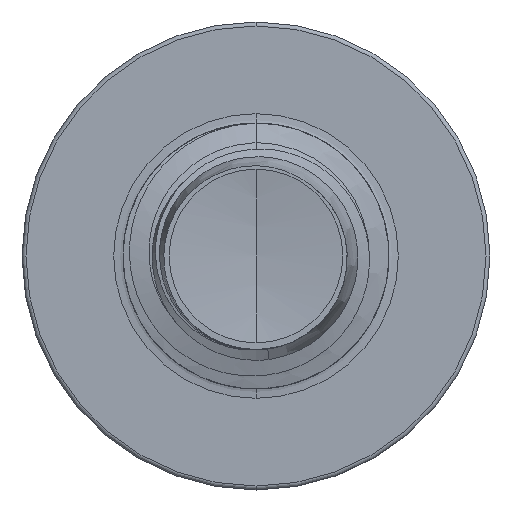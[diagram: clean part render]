
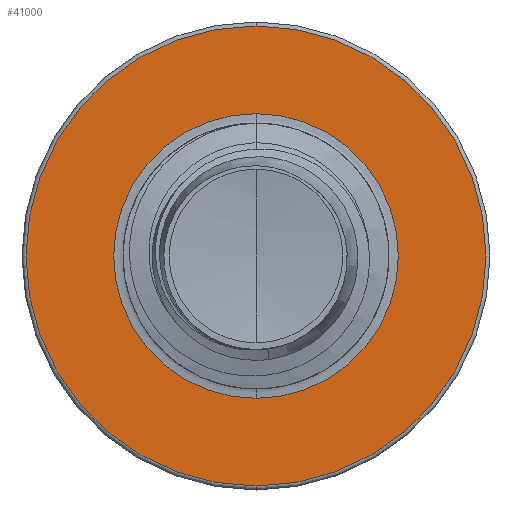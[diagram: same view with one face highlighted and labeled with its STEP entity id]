
A CAD part, front view. The second image highlights one B-rep face of the part: STEP entity #41000.
In plain terms, the highlighted planar face has unit normal (0, -1, 0).
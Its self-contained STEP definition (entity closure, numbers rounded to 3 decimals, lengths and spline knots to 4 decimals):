
#2221 = PLANE ( 'NONE',  #15377 ) ;
#3841 = CARTESIAN_POINT ( 'NONE',  ( 0., 30., 0. ) ) ;
#5709 = CARTESIAN_POINT ( 'NONE',  ( 0., 30., 2.6768 ) ) ;
#6254 = CARTESIAN_POINT ( 'NONE',  ( 0., 30., 0. ) ) ;
#7978 = AXIS2_PLACEMENT_3D ( 'NONE', #3841, #37480, #8777 ) ;
#8777 = DIRECTION ( 'NONE',  ( 0., 0., 1. ) ) ;
#9231 = CIRCLE ( 'NONE', #44947, 2.6768 ) ;
#10291 = CARTESIAN_POINT ( 'NONE',  ( 0., 30., -4.325 ) ) ;
#10547 = AXIS2_PLACEMENT_3D ( 'NONE', #52803, #24500, #57561 ) ;
#11205 = DIRECTION ( 'NONE',  ( 0., 0., 1. ) ) ;
#11825 = CARTESIAN_POINT ( 'NONE',  ( 0., 30., 4.325 ) ) ;
#13479 = CARTESIAN_POINT ( 'NONE',  ( 0., 30., 0. ) ) ;
#15377 = AXIS2_PLACEMENT_3D ( 'NONE', #41079, #45810, #17372 ) ;
#16590 = CARTESIAN_POINT ( 'NONE',  ( 0., 30., -2.6768 ) ) ;
#17372 = DIRECTION ( 'NONE',  ( 0., 0., 1. ) ) ;
#18339 = DIRECTION ( 'NONE',  ( 0., 0., 1. ) ) ;
#23437 = ORIENTED_EDGE ( 'NONE', *, *, #42855, .T. ) ;
#24500 = DIRECTION ( 'NONE',  ( 0., 1., 0. ) ) ;
#25323 = CIRCLE ( 'NONE', #53540, 2.6768 ) ;
#26469 = ORIENTED_EDGE ( 'NONE', *, *, #37154, .F. ) ;
#31213 = EDGE_LOOP ( 'NONE', ( #23437, #58361 ) ) ;
#36317 = VERTEX_POINT ( 'NONE', #11825 ) ;
#37154 = EDGE_CURVE ( 'NONE', #36317, #44279, #51946, .T. ) ;
#37480 = DIRECTION ( 'NONE',  ( 0., 1., 0. ) ) ;
#39807 = DIRECTION ( 'NONE',  ( 0., 1., 0. ) ) ;
#40124 = VERTEX_POINT ( 'NONE', #5709 ) ;
#41000 = ADVANCED_FACE ( 'NONE', ( #46742, #60787 ), #2221, .F. ) ;
#41079 = CARTESIAN_POINT ( 'NONE',  ( 0., 30., -2.6768 ) ) ;
#42855 = EDGE_CURVE ( 'NONE', #40124, #59412, #25323, .T. ) ;
#44279 = VERTEX_POINT ( 'NONE', #10291 ) ;
#44947 = AXIS2_PLACEMENT_3D ( 'NONE', #13479, #46755, #18339 ) ;
#45810 = DIRECTION ( 'NONE',  ( 0., 1., 0. ) ) ;
#46742 = FACE_OUTER_BOUND ( 'NONE', #58931, .T. ) ;
#46755 = DIRECTION ( 'NONE',  ( 0., 1., 0. ) ) ;
#48004 = EDGE_CURVE ( 'NONE', #44279, #36317, #51822, .T. ) ;
#51822 = CIRCLE ( 'NONE', #10547, 4.325 ) ;
#51946 = CIRCLE ( 'NONE', #7978, 4.325 ) ;
#52803 = CARTESIAN_POINT ( 'NONE',  ( 0., 30., 0. ) ) ;
#53540 = AXIS2_PLACEMENT_3D ( 'NONE', #6254, #39807, #11205 ) ;
#57174 = ORIENTED_EDGE ( 'NONE', *, *, #48004, .F. ) ;
#57561 = DIRECTION ( 'NONE',  ( 0., 0., 1. ) ) ;
#58361 = ORIENTED_EDGE ( 'NONE', *, *, #60942, .T. ) ;
#58931 = EDGE_LOOP ( 'NONE', ( #26469, #57174 ) ) ;
#59412 = VERTEX_POINT ( 'NONE', #16590 ) ;
#60787 = FACE_BOUND ( 'NONE', #31213, .T. ) ;
#60942 = EDGE_CURVE ( 'NONE', #59412, #40124, #9231, .T. ) ;
